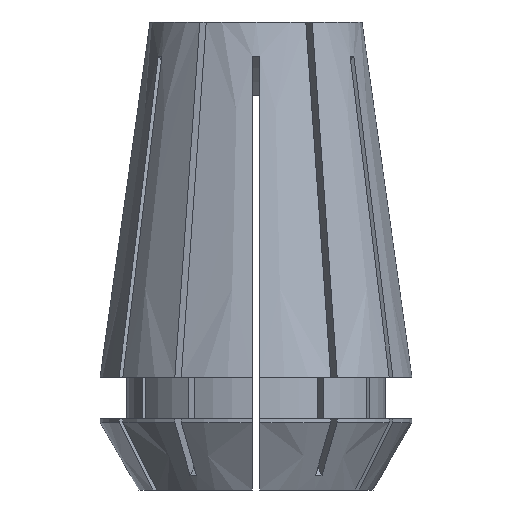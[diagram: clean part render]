
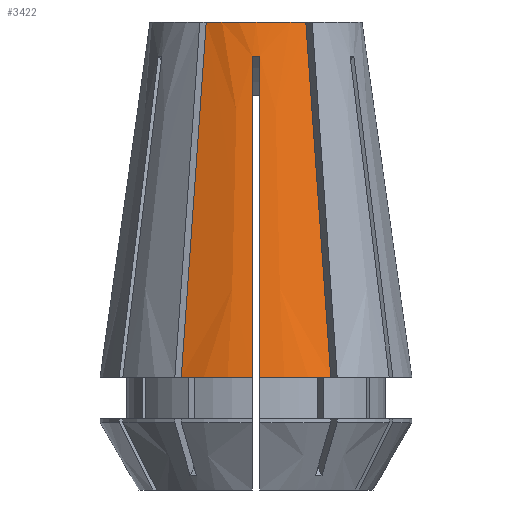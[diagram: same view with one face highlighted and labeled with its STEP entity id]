
A CAD part, front view. The second image highlights one B-rep face of the part: STEP entity #3422.
In plain terms, the highlighted conical face has half-angle 8 degrees and reference radius 10.5 mm.
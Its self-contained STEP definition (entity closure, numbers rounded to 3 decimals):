
#10 = CARTESIAN_POINT ( 'NONE',  ( 0.25, -7.461, -2.303 ) ) ;
#46 = CARTESIAN_POINT ( 'NONE',  ( 5.032, -9.216, -23.9 ) ) ;
#47 = B_SPLINE_CURVE_WITH_KNOTS ( 'NONE', 3,
 ( #1067, #1781, #2139, #4737 ),
 .UNSPECIFIED., .F., .F.,
 ( 4, 4 ),
 ( 0.014, 0.036 ),
 .UNSPECIFIED. ) ;
#88 = AXIS2_PLACEMENT_3D ( 'NONE', #578, #967, #2075 ) ;
#106 = B_SPLINE_CURVE_WITH_KNOTS ( 'NONE', 3,
 ( #2848, #2865, #3690, #10 ),
 .UNSPECIFIED., .F., .F.,
 ( 4, 4 ),
 ( 0.014, 0.036 ),
 .UNSPECIFIED. ) ;
#140 = B_SPLINE_CURVE_WITH_KNOTS ( 'NONE', 3,
 ( #3543, #3627, #1107, #4759, #4349, #1423, #4030 ),
 .UNSPECIFIED., .F., .F.,
 ( 4, 3, 4 ),
 ( 0., 0.013, 0.024 ),
 .UNSPECIFIED. ) ;
#148 = CARTESIAN_POINT ( 'NONE',  ( -0.25, -7.461, -2.303 ) ) ;
#333 = EDGE_CURVE ( 'NONE', #434, #2367, #3983, .T. ) ;
#371 = CARTESIAN_POINT ( 'NONE',  ( -0.25, -10.497, -23.9 ) ) ;
#434 = VERTEX_POINT ( 'NONE', #4017 ) ;
#466 = DIRECTION ( 'NONE',  ( -1., 0., 0. ) ) ;
#510 = B_SPLINE_CURVE_WITH_KNOTS ( 'NONE', 3,
 ( #3648, #715, #2168, #2184, #701, #1073, #2872 ),
 .UNSPECIFIED., .F., .F.,
 ( 4, 3, 4 ),
 ( 0., 0.013, 0.024 ),
 .UNSPECIFIED. ) ;
#513 = CARTESIAN_POINT ( 'NONE',  ( -0.083, -7.466, -2.299 ) ) ;
#558 = DIRECTION ( 'NONE',  ( 0., 0., 1. ) ) ;
#578 = CARTESIAN_POINT ( 'NONE',  ( 0., 0., -23.9 ) ) ;
#600 = VERTEX_POINT ( 'NONE', #371 ) ;
#701 = CARTESIAN_POINT ( 'NONE',  ( -4.494, -8.284, -16.244 ) ) ;
#715 = CARTESIAN_POINT ( 'NONE',  ( -3.643, -6.81, -4.138 ) ) ;
#730 = B_SPLINE_CURVE_WITH_KNOTS ( 'NONE', 3,
 ( #148, #513, #1990, #3063 ),
 .UNSPECIFIED., .F., .F.,
 ( 4, 4 ),
 ( 0., 0.001 ),
 .UNSPECIFIED. ) ;
#967 = DIRECTION ( 'NONE',  ( 0., 0., 1. ) ) ;
#1067 = CARTESIAN_POINT ( 'NONE',  ( -0.25, -10.497, -23.9 ) ) ;
#1073 = CARTESIAN_POINT ( 'NONE',  ( -4.763, -8.75, -20.072 ) ) ;
#1088 = CARTESIAN_POINT ( 'NONE',  ( -0.25, -7.461, -2.303 ) ) ;
#1107 = CARTESIAN_POINT ( 'NONE',  ( 3.934, -7.314, -8.277 ) ) ;
#1112 = ORIENTED_EDGE ( 'NONE', *, *, #4180, .T. ) ;
#1170 = ORIENTED_EDGE ( 'NONE', *, *, #2053, .T. ) ;
#1288 = CONICAL_SURFACE ( 'NONE', #4760, 10.5, 0.14 ) ;
#1343 = ORIENTED_EDGE ( 'NONE', *, *, #333, .T. ) ;
#1423 = CARTESIAN_POINT ( 'NONE',  ( 4.763, -8.75, -20.072 ) ) ;
#1584 = VERTEX_POINT ( 'NONE', #2057 ) ;
#1586 = ORIENTED_EDGE ( 'NONE', *, *, #2915, .T. ) ;
#1632 = DIRECTION ( 'NONE',  ( 1., 0., 0. ) ) ;
#1781 = CARTESIAN_POINT ( 'NONE',  ( -0.25, -9.485, -16.701 ) ) ;
#1789 = ORIENTED_EDGE ( 'NONE', *, *, #2682, .F. ) ;
#1917 = VERTEX_POINT ( 'NONE', #4741 ) ;
#1961 = VERTEX_POINT ( 'NONE', #1088 ) ;
#1990 = CARTESIAN_POINT ( 'NONE',  ( 0.083, -7.466, -2.299 ) ) ;
#2053 = EDGE_CURVE ( 'NONE', #1917, #600, #4024, .T. ) ;
#2057 = CARTESIAN_POINT ( 'NONE',  ( -3.352, -6.306, 0. ) ) ;
#2063 = EDGE_CURVE ( 'NONE', #1961, #3108, #730, .T. ) ;
#2075 = DIRECTION ( 'NONE',  ( 1., 0., 0. ) ) ;
#2092 = VERTEX_POINT ( 'NONE', #3850 ) ;
#2139 = CARTESIAN_POINT ( 'NONE',  ( -0.25, -8.473, -9.502 ) ) ;
#2168 = CARTESIAN_POINT ( 'NONE',  ( -3.934, -7.314, -8.277 ) ) ;
#2184 = CARTESIAN_POINT ( 'NONE',  ( -4.225, -7.818, -12.415 ) ) ;
#2243 = FACE_OUTER_BOUND ( 'NONE', #3477, .T. ) ;
#2365 = DIRECTION ( 'NONE',  ( 1., 0., 0. ) ) ;
#2367 = VERTEX_POINT ( 'NONE', #46 ) ;
#2371 = CIRCLE ( 'NONE', #3298, 7.141 ) ;
#2529 = CARTESIAN_POINT ( 'NONE',  ( 0.25, -7.461, -2.303 ) ) ;
#2535 = DIRECTION ( 'NONE',  ( 0., 0., -1. ) ) ;
#2682 = EDGE_CURVE ( 'NONE', #1584, #2092, #2371, .T. ) ;
#2702 = CARTESIAN_POINT ( 'NONE',  ( 0., 0., 0. ) ) ;
#2733 = DIRECTION ( 'NONE',  ( 0., 0., 1. ) ) ;
#2740 = ORIENTED_EDGE ( 'NONE', *, *, #3903, .F. ) ;
#2848 = CARTESIAN_POINT ( 'NONE',  ( 0.25, -10.497, -23.9 ) ) ;
#2865 = CARTESIAN_POINT ( 'NONE',  ( 0.25, -9.485, -16.701 ) ) ;
#2872 = CARTESIAN_POINT ( 'NONE',  ( -5.032, -9.216, -23.9 ) ) ;
#2915 = EDGE_CURVE ( 'NONE', #600, #1961, #47, .T. ) ;
#2981 = AXIS2_PLACEMENT_3D ( 'NONE', #4543, #2733, #2365 ) ;
#3063 = CARTESIAN_POINT ( 'NONE',  ( 0.25, -7.461, -2.303 ) ) ;
#3071 = ORIENTED_EDGE ( 'NONE', *, *, #2063, .T. ) ;
#3108 = VERTEX_POINT ( 'NONE', #2529 ) ;
#3298 = AXIS2_PLACEMENT_3D ( 'NONE', #2702, #558, #1632 ) ;
#3422 = ADVANCED_FACE ( 'NONE', ( #2243 ), #1288, .T. ) ;
#3477 = EDGE_LOOP ( 'NONE', ( #4213, #1789, #1112, #1170, #1586, #3071, #2740, #1343 ) ) ;
#3543 = CARTESIAN_POINT ( 'NONE',  ( 3.352, -6.306, 0. ) ) ;
#3627 = CARTESIAN_POINT ( 'NONE',  ( 3.643, -6.81, -4.138 ) ) ;
#3648 = CARTESIAN_POINT ( 'NONE',  ( -3.352, -6.306, 0. ) ) ;
#3690 = CARTESIAN_POINT ( 'NONE',  ( 0.25, -8.473, -9.502 ) ) ;
#3850 = CARTESIAN_POINT ( 'NONE',  ( 3.352, -6.306, 0. ) ) ;
#3903 = EDGE_CURVE ( 'NONE', #434, #3108, #106, .T. ) ;
#3983 = CIRCLE ( 'NONE', #88, 10.5 ) ;
#4017 = CARTESIAN_POINT ( 'NONE',  ( 0.25, -10.497, -23.9 ) ) ;
#4024 = CIRCLE ( 'NONE', #2981, 10.5 ) ;
#4030 = CARTESIAN_POINT ( 'NONE',  ( 5.032, -9.216, -23.9 ) ) ;
#4169 = EDGE_CURVE ( 'NONE', #2092, #2367, #140, .T. ) ;
#4180 = EDGE_CURVE ( 'NONE', #1584, #1917, #510, .T. ) ;
#4213 = ORIENTED_EDGE ( 'NONE', *, *, #4169, .F. ) ;
#4349 = CARTESIAN_POINT ( 'NONE',  ( 4.494, -8.284, -16.244 ) ) ;
#4543 = CARTESIAN_POINT ( 'NONE',  ( 0., 0., -23.9 ) ) ;
#4737 = CARTESIAN_POINT ( 'NONE',  ( -0.25, -7.461, -2.303 ) ) ;
#4741 = CARTESIAN_POINT ( 'NONE',  ( -5.032, -9.216, -23.9 ) ) ;
#4759 = CARTESIAN_POINT ( 'NONE',  ( 4.225, -7.818, -12.415 ) ) ;
#4760 = AXIS2_PLACEMENT_3D ( 'NONE', #4776, #2535, #466 ) ;
#4776 = CARTESIAN_POINT ( 'NONE',  ( 0., 0., -23.9 ) ) ;
